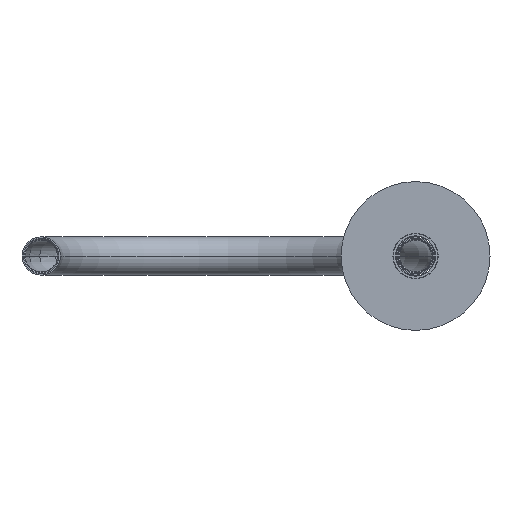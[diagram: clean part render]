
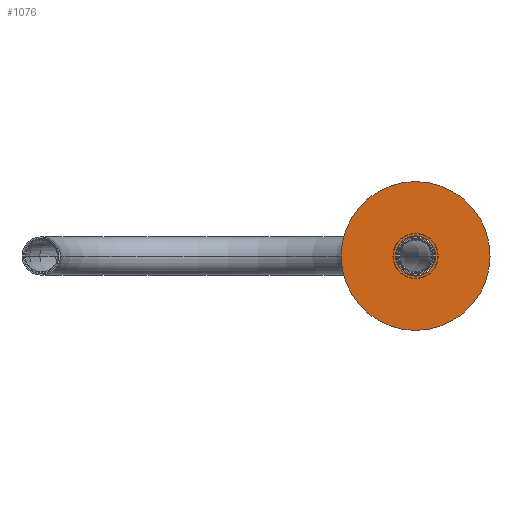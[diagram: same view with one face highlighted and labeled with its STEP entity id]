
A CAD part, front view. The second image highlights one B-rep face of the part: STEP entity #1076.
In plain terms, the highlighted face is planar.
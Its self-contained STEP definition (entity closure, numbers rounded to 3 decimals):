
#63 = EDGE_LOOP ( 'NONE', ( #733, #710 ) ) ;
#69 = CARTESIAN_POINT ( 'NONE',  ( -9.25, 0., 0. ) ) ;
#123 = EDGE_CURVE ( 'NONE', #1026, #1529, #407, .T. ) ;
#130 = DIRECTION ( 'NONE',  ( 0., 0., 1. ) ) ;
#237 = CARTESIAN_POINT ( 'NONE',  ( 9.25, 0., 0. ) ) ;
#257 = DIRECTION ( 'NONE',  ( 1., 0., 0. ) ) ;
#263 = DIRECTION ( 'NONE',  ( 0., 0., 1. ) ) ;
#266 = CARTESIAN_POINT ( 'NONE',  ( 0., 0., 0. ) ) ;
#395 = EDGE_CURVE ( 'NONE', #1529, #1026, #1181, .T. ) ;
#398 = AXIS2_PLACEMENT_3D ( 'NONE', #1183, #130, #426 ) ;
#407 = CIRCLE ( 'NONE', #438, 35. ) ;
#417 = DIRECTION ( 'NONE',  ( 1., 0., 0. ) ) ;
#426 = DIRECTION ( 'NONE',  ( 1., 0., 0. ) ) ;
#428 = DIRECTION ( 'NONE',  ( 0., 0., -1. ) ) ;
#437 = FACE_OUTER_BOUND ( 'NONE', #681, .T. ) ;
#438 = AXIS2_PLACEMENT_3D ( 'NONE', #842, #1369, #1465 ) ;
#439 = CARTESIAN_POINT ( 'NONE',  ( 0., 0., 0. ) ) ;
#456 = FACE_BOUND ( 'NONE', #63, .T. ) ;
#544 = CIRCLE ( 'NONE', #857, 9.25 ) ;
#608 = CARTESIAN_POINT ( 'NONE',  ( -35., 0., 0. ) ) ;
#676 = ORIENTED_EDGE ( 'NONE', *, *, #123, .T. ) ;
#681 = EDGE_LOOP ( 'NONE', ( #693, #676 ) ) ;
#693 = ORIENTED_EDGE ( 'NONE', *, *, #395, .T. ) ;
#710 = ORIENTED_EDGE ( 'NONE', *, *, #963, .T. ) ;
#733 = ORIENTED_EDGE ( 'NONE', *, *, #787, .T. ) ;
#787 = EDGE_CURVE ( 'NONE', #1184, #1249, #1535, .T. ) ;
#842 = CARTESIAN_POINT ( 'NONE',  ( 0., 0., 0. ) ) ;
#857 = AXIS2_PLACEMENT_3D ( 'NONE', #973, #964, #961 ) ;
#961 = DIRECTION ( 'NONE',  ( 1., 0., 0. ) ) ;
#963 = EDGE_CURVE ( 'NONE', #1249, #1184, #544, .T. ) ;
#964 = DIRECTION ( 'NONE',  ( 0., 0., 1. ) ) ;
#973 = CARTESIAN_POINT ( 'NONE',  ( 0., 0., 0. ) ) ;
#1026 = VERTEX_POINT ( 'NONE', #608 ) ;
#1076 = ADVANCED_FACE ( 'NONE', ( #456, #437 ), #1620, .F. ) ;
#1181 = CIRCLE ( 'NONE', #1182, 35. ) ;
#1182 = AXIS2_PLACEMENT_3D ( 'NONE', #439, #428, #417 ) ;
#1183 = CARTESIAN_POINT ( 'NONE',  ( 0., 0., 0. ) ) ;
#1184 = VERTEX_POINT ( 'NONE', #69 ) ;
#1204 = AXIS2_PLACEMENT_3D ( 'NONE', #266, #263, #257 ) ;
#1249 = VERTEX_POINT ( 'NONE', #237 ) ;
#1369 = DIRECTION ( 'NONE',  ( 0., 0., -1. ) ) ;
#1403 = CARTESIAN_POINT ( 'NONE',  ( 35., 0., 0. ) ) ;
#1465 = DIRECTION ( 'NONE',  ( 1., 0., 0. ) ) ;
#1529 = VERTEX_POINT ( 'NONE', #1403 ) ;
#1535 = CIRCLE ( 'NONE', #1204, 9.25 ) ;
#1620 = PLANE ( 'NONE',  #398 ) ;
